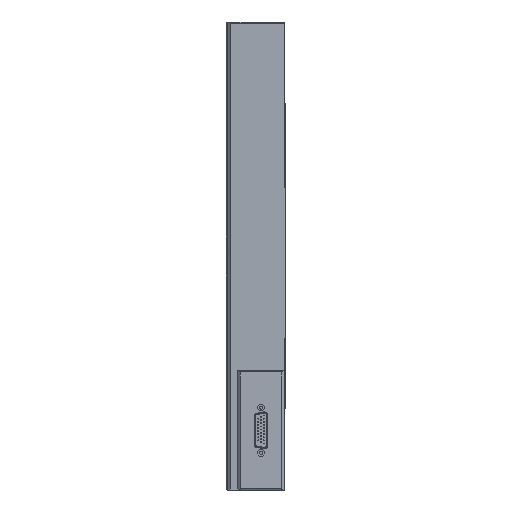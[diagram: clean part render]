
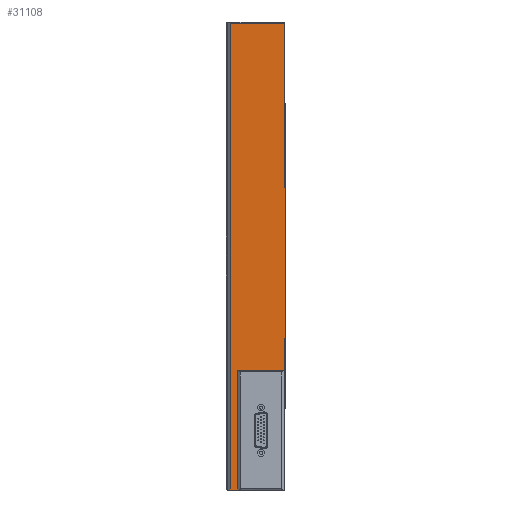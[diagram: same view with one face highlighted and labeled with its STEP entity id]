
A CAD part, left-side view. The second image highlights one B-rep face of the part: STEP entity #31108.
In plain terms, the highlighted planar face has unit normal (-1, 0, 0).
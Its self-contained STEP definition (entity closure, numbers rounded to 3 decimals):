
#71 = EDGE_CURVE ( 'NONE', #5161, #29315, #15124, .T. ) ;
#374 = CARTESIAN_POINT ( 'NONE',  ( -104., 1., 172.5 ) ) ;
#613 = EDGE_CURVE ( 'NONE', #29315, #23453, #29345, .T. ) ;
#2847 = LINE ( 'NONE', #12712, #4081 ) ;
#2883 = VECTOR ( 'NONE', #10915, 1000. ) ;
#3152 = VERTEX_POINT ( 'NONE', #17977 ) ;
#3305 = DIRECTION ( 'NONE',  ( 0., 0., -1. ) ) ;
#4081 = VECTOR ( 'NONE', #18075, 1000. ) ;
#4167 = CARTESIAN_POINT ( 'NONE',  ( -104., 41., -172.5 ) ) ;
#4276 = ORIENTED_EDGE ( 'NONE', *, *, #71, .T. ) ;
#5147 = CARTESIAN_POINT ( 'NONE',  ( -104., 0., 172.5 ) ) ;
#5161 = VERTEX_POINT ( 'NONE', #7774 ) ;
#5304 = DIRECTION ( 'NONE',  ( 0., 0., -1. ) ) ;
#5390 = CARTESIAN_POINT ( 'NONE',  ( -104., 1., 172.5 ) ) ;
#5688 = EDGE_CURVE ( 'NONE', #5161, #3152, #10420, .T. ) ;
#6293 = DIRECTION ( 'NONE',  ( 1., 0., 0. ) ) ;
#6930 = ORIENTED_EDGE ( 'NONE', *, *, #613, .T. ) ;
#7774 = CARTESIAN_POINT ( 'NONE',  ( -104., 1., -61.431 ) ) ;
#8404 = ORIENTED_EDGE ( 'NONE', *, *, #17735, .T. ) ;
#9919 = EDGE_CURVE ( 'NONE', #23453, #11967, #12587, .T. ) ;
#10416 = CARTESIAN_POINT ( 'NONE',  ( -104., 41., 171.5 ) ) ;
#10420 = LINE ( 'NONE', #5390, #12719 ) ;
#10442 = CARTESIAN_POINT ( 'NONE',  ( -104., 0., 50. ) ) ;
#10915 = DIRECTION ( 'NONE',  ( 0., 0., -1. ) ) ;
#11967 = VERTEX_POINT ( 'NONE', #25876 ) ;
#12587 = CIRCLE ( 'NONE', #26527, 1.524 ) ;
#12688 = CARTESIAN_POINT ( 'NONE',  ( -104., -0.524, 51.431 ) ) ;
#12712 = CARTESIAN_POINT ( 'NONE',  ( -104., 41., 172.5 ) ) ;
#12719 = VECTOR ( 'NONE', #18633, 1000. ) ;
#13063 = EDGE_CURVE ( 'NONE', #24768, #3152, #23253, .T. ) ;
#13185 = DIRECTION ( 'NONE',  ( 0., -1., 0. ) ) ;
#14919 = CARTESIAN_POINT ( 'NONE',  ( -104., 1., 171.5 ) ) ;
#14947 = EDGE_CURVE ( 'NONE', #31574, #11967, #18277, .T. ) ;
#15015 = PLANE ( 'NONE',  #26159 ) ;
#15124 = CIRCLE ( 'NONE', #22635, 1.524 ) ;
#15577 = VECTOR ( 'NONE', #13185, 1000. ) ;
#16143 = ORIENTED_EDGE ( 'NONE', *, *, #17605, .T. ) ;
#16285 = VERTEX_POINT ( 'NONE', #10416 ) ;
#17605 = EDGE_CURVE ( 'NONE', #31574, #16285, #20134, .T. ) ;
#17735 = EDGE_CURVE ( 'NONE', #16285, #24768, #2847, .T. ) ;
#17977 = CARTESIAN_POINT ( 'NONE',  ( -104., 1., -172.5 ) ) ;
#18075 = DIRECTION ( 'NONE',  ( 0., 0., -1. ) ) ;
#18277 = LINE ( 'NONE', #374, #2883 ) ;
#18633 = DIRECTION ( 'NONE',  ( 0., 0., -1. ) ) ;
#18710 = CARTESIAN_POINT ( 'NONE',  ( -104., -0.524, -61.431 ) ) ;
#19714 = ORIENTED_EDGE ( 'NONE', *, *, #9919, .T. ) ;
#20134 = LINE ( 'NONE', #27470, #32385 ) ;
#20221 = ORIENTED_EDGE ( 'NONE', *, *, #5688, .F. ) ;
#20570 = FACE_OUTER_BOUND ( 'NONE', #27374, .T. ) ;
#20757 = DIRECTION ( 'NONE',  ( 0., 0., -1. ) ) ;
#21470 = CARTESIAN_POINT ( 'NONE',  ( -104., 0., 50. ) ) ;
#22635 = AXIS2_PLACEMENT_3D ( 'NONE', #18710, #6293, #3305 ) ;
#23253 = LINE ( 'NONE', #26098, #15577 ) ;
#23443 = CARTESIAN_POINT ( 'NONE',  ( -104., 0., -60. ) ) ;
#23453 = VERTEX_POINT ( 'NONE', #21470 ) ;
#24768 = VERTEX_POINT ( 'NONE', #4167 ) ;
#25308 = DIRECTION ( 'NONE',  ( 0., 1., 0. ) ) ;
#25876 = CARTESIAN_POINT ( 'NONE',  ( -104., 1., 51.431 ) ) ;
#26012 = ORIENTED_EDGE ( 'NONE', *, *, #13063, .T. ) ;
#26098 = CARTESIAN_POINT ( 'NONE',  ( -104., 0., -172.5 ) ) ;
#26159 = AXIS2_PLACEMENT_3D ( 'NONE', #5147, #32942, #5304 ) ;
#26183 = DIRECTION ( 'NONE',  ( 0., 0., 1. ) ) ;
#26527 = AXIS2_PLACEMENT_3D ( 'NONE', #12688, #28412, #20757 ) ;
#27374 = EDGE_LOOP ( 'NONE', ( #32533, #16143, #8404, #26012, #20221, #4276, #6930, #19714 ) ) ;
#27466 = VECTOR ( 'NONE', #26183, 1000. ) ;
#27470 = CARTESIAN_POINT ( 'NONE',  ( -104., 41., 171.5 ) ) ;
#28412 = DIRECTION ( 'NONE',  ( 1., 0., 0. ) ) ;
#29315 = VERTEX_POINT ( 'NONE', #23443 ) ;
#29345 = LINE ( 'NONE', #10442, #27466 ) ;
#31108 = ADVANCED_FACE ( 'NONE', ( #20570 ), #15015, .F. ) ;
#31574 = VERTEX_POINT ( 'NONE', #14919 ) ;
#32385 = VECTOR ( 'NONE', #25308, 1000. ) ;
#32533 = ORIENTED_EDGE ( 'NONE', *, *, #14947, .F. ) ;
#32942 = DIRECTION ( 'NONE',  ( 1., 0., 0. ) ) ;
